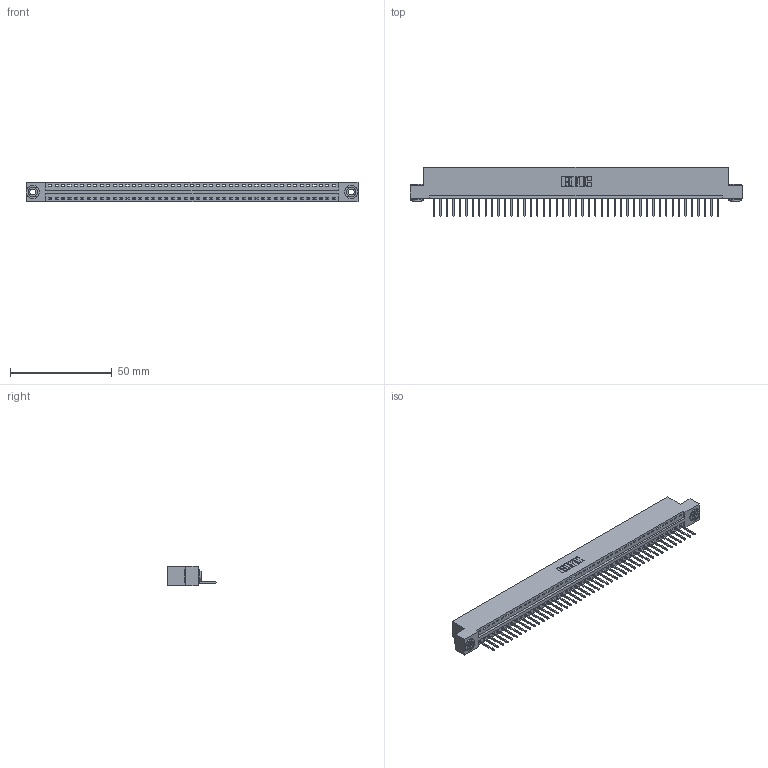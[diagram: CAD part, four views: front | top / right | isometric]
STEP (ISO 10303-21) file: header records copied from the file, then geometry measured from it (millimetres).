
FILE_DESCRIPTION (( 'STEP AP203' ), '1' );
FILE_NAME ('396-045-526-103.STEP', '2019-10-28T00:38:59', ( '' ), ( '' ), 'SwSTEP 2.0', 'SolidWorks 2016', '' );
FILE_SCHEMA (( 'CONFIG_CONTROL_DESIGN' ));
Length unit declared in the file: inch
Products named in the file (4): 396-045-526-103; 345-250-002_345-250-002-102; 346 Part_Flush Mounting Lugs - 0.156 Dia-TH; 345-292-001_345-293-126
Assembly tree (48 placements, depth 2):
  396-045-526-103
    346 Part_Flush Mounting Lugs - 0.156 Dia-TH
    345-292-001_345-293-126  x45
    345-250-002_345-250-002-102  x2
Bounding box: 163.45 x 24.13 x 9.4 mm (x, y, z)
Volume: 15649.9 mm3; surface area: 19768.1 mm2
Topology: 48 solids, 48 shells, 2770 faces, 8325 edges, 5486 vertices
Faces by surface type: plane 1886, cylinder 876, cone 8
Entity records: 28192 total; most frequent: CARTESIAN_POINT 4810, ORIENTED_EDGE 4782, DIRECTION 4271, EDGE_CURVE 2391, VECTOR 2055, LINE 2055, VERTEX_POINT 1590, AXIS2_PLACEMENT_3D 1108
